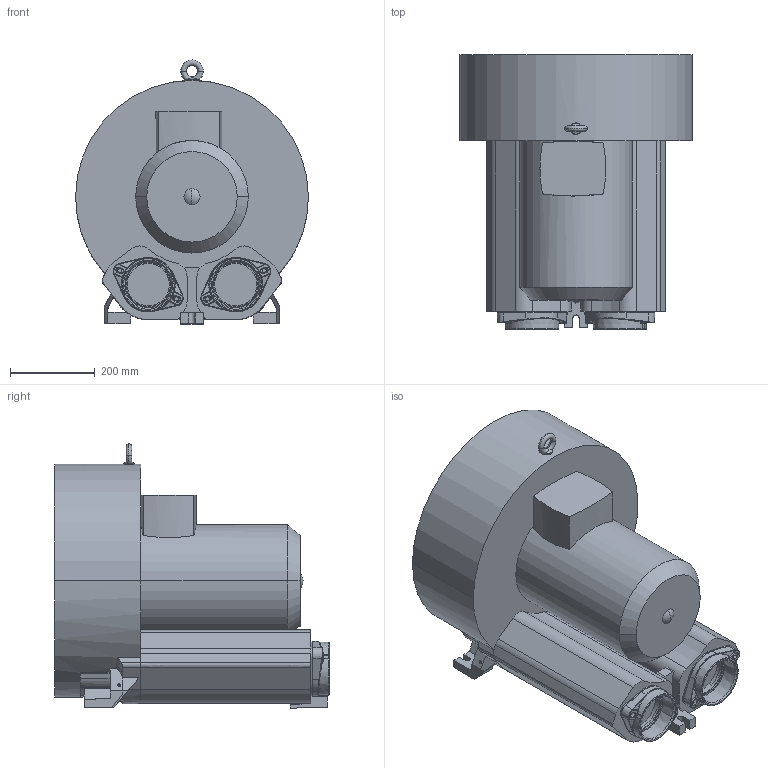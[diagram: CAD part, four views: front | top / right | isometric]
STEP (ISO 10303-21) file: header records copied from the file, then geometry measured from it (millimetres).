
FILE_DESCRIPTION((''),'2;1');
FILE_NAME('2RB910-1AQ06-JT','2025-09-17T',('Administrator'),(''),'PRO/ENGINEER BY PARAMETRIC TECHNOLOGY CORPORATION, 2007090','PRO/ENGINEER BY PARAMETRIC TECHNOLOGY CORPORATION, 2007090','');
FILE_SCHEMA(('AUTOMOTIVE_DESIGN_CC2 { 1 2 10303 214 -1 1 5 2 }'));
Length unit declared in the file: millimetre
Products named in the file (1): 2RB910-1AQ06-JT
Bounding box: 550 x 648.3 x 624.33 mm (x, y, z)
Volume: 4896.9 mm3; surface area: 1834487.9 mm2
Topology: 8 solids, 12 shells, 710 faces, 1887 edges, 1200 vertices
Faces by surface type: plane 222, cylinder 185, bspline 126, torus 80, cone 70, sphere 20, extrusion 7
Entity records: 30041 total; most frequent: CARTESIAN_POINT 13458, ORIENTED_EDGE 3724, DIRECTION 3145, EDGE_CURVE 1868, AXIS2_PLACEMENT_3D 1253, VERTEX_POINT 1204, EDGE_LOOP 746, FACE_OUTER_BOUND 709
